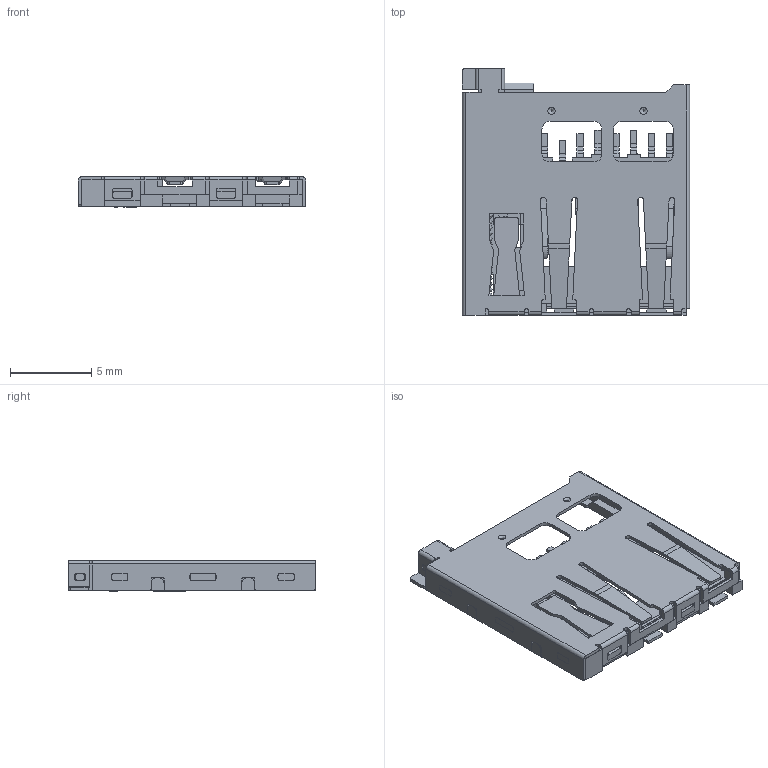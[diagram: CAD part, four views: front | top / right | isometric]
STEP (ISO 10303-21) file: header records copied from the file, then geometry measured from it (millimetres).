
FILE_DESCRIPTION( ( 'Unknown' ), '1' );
FILE_NAME( '693071010811.stp', 'Unknown', ( 'Unknown' ), ( 'Unknown' ), 'PSStep 17.0.49', 'Unknown', ' ' );
FILE_SCHEMA( ( 'AUTOMOTIVE_DESIGN { 1 0 10303 214 1 1 1 1 }' ) );
Length unit declared in the file: millimetre
Products named in the file (9): Assem1; 693071010811; 693071010811_COULISSEAU; 693071010811_CONTACT; 693071010811_AGRAPHE; 693071010811_RESSORT; 693071010811_CACHE; 693071010811_LAME; 693071010811_MASSE
Assembly tree (15 placements, depth 2):
  Assem1
    693071010811
    693071010811_COULISSEAU
    693071010811_CONTACT  x8
    693071010811_AGRAPHE
    693071010811_RESSORT
    693071010811_CACHE
    693071010811_LAME
    693071010811_MASSE
Bounding box: 14 x 15.2 x 1.9 mm (x, y, z)
Volume: 132.6 mm3; surface area: 1141.7 mm2
Topology: 15 solids, 15 shells, 964 faces, 2709 edges, 1776 vertices
Faces by surface type: plane 657, cylinder 282, bspline 21, torus 4
Full cylindrical faces by diameter (mm): 0.3 x4, 0.75 x2
Entity records: 32630 total; most frequent: CARTESIAN_POINT 6670, ORIENTED_EDGE 4232, DIRECTION 3971, EDGE_CURVE 2116, LINE 1733, VECTOR 1733, VERTEX_POINT 1406, AXIS2_PLACEMENT_3D 1119
